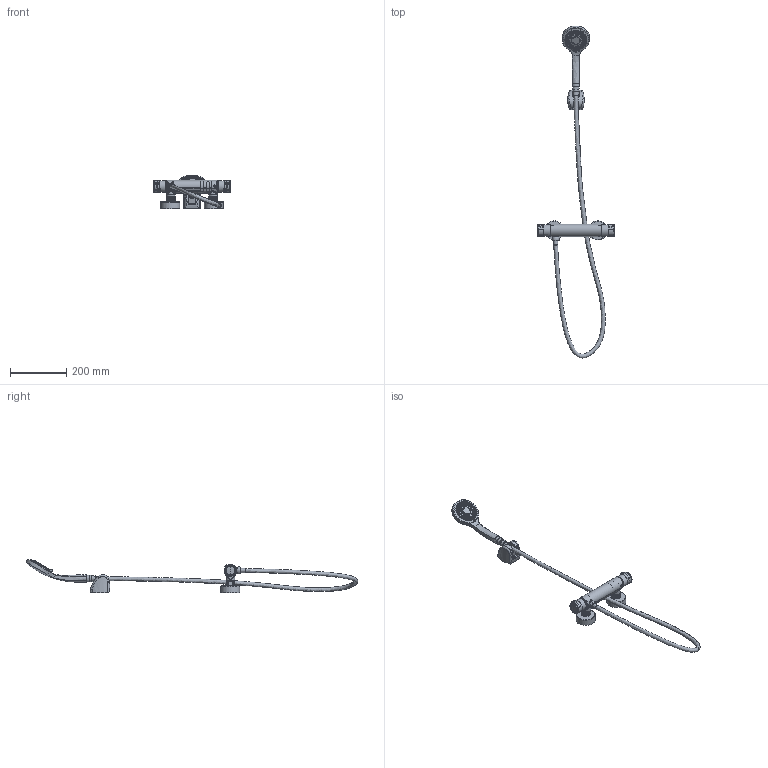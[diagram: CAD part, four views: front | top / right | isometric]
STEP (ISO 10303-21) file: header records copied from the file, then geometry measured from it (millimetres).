
FILE_DESCRIPTION (( 'STEP AP203' ), '1' );
FILE_NAME ('96DP04395.STEP', '2021-03-24T08:52:46', ( '' ), ( '' ), 'SwSTEP 2.0', 'SolidWorks 2018', '' );
FILE_SCHEMA (( 'CONFIG_CONTROL_DESIGN' ));
Length unit declared in the file: millimetre
Products named in the file (1): 96DP04395
Bounding box: 273.93 x 1175.46 x 117.93 mm (x, y, z)
Volume: 786180.3 mm3; surface area: 273349.5 mm2
Topology: 22 solids, 22 shells, 1012 faces, 2371 edges, 1550 vertices
Faces by surface type: plane 417, cylinder 339, torus 91, bspline 83, cone 75, sphere 7
Full cylindrical faces by diameter (mm): 2 x9, 3 x8, 4 x69, 4.8 x2, 5.8 x9, 6 x1, 8.2 x1, 8.8 x1, 9.8 x1, 10 x2, 11 x2, 12.6 x1, 13 x1, 14 x1, 15 x7, 15.537 x1, 16 x1, 16.2 x2, 17 x1, 17.8 x1, 18 x3, 18.2 x2, 18.4 x1, 18.5 x3, 18.737 x1, 18.8 x1, 19 x1, 20 x3, 20.5 x2, 20.6 x1
Entity records: 45556 total; most frequent: CARTESIAN_POINT 25723, DIRECTION 3778, ORIENTED_EDGE 3724, EDGE_CURVE 1862, AXIS2_PLACEMENT_3D 1577, EDGE_LOOP 1526, VERTEX_POINT 1388, FACE_OUTER_BOUND 1263
